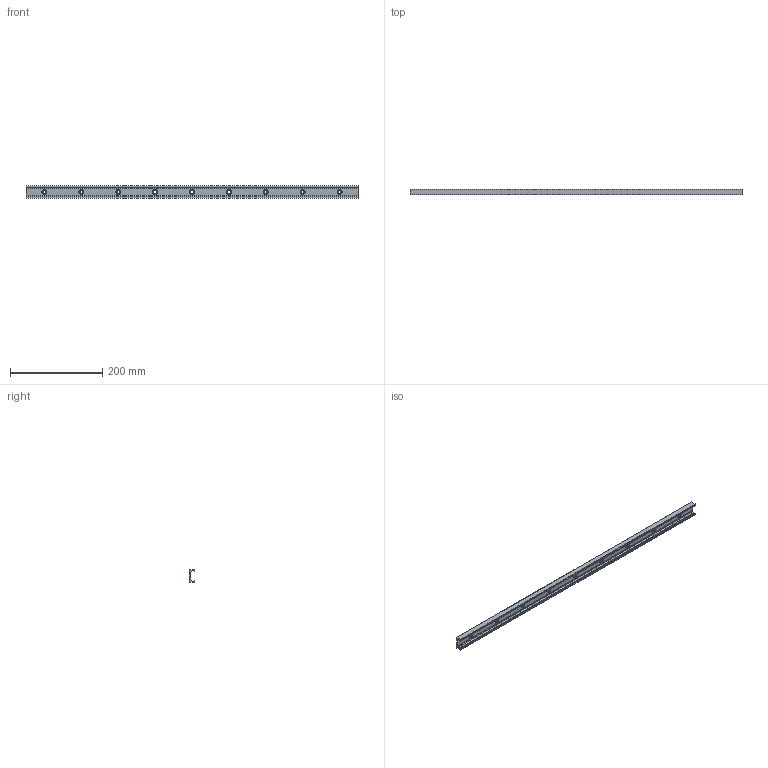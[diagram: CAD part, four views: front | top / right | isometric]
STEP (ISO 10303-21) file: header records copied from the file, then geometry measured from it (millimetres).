
FILE_DESCRIPTION((''),'2;1');
FILE_NAME('LCX 28H-0720.C.stp','2016-04-28T08:17:35',('MRathmann'),(''),'Autodesk Inventor 2012','Autodesk Inventor 2012','');
FILE_SCHEMA(('CONFIG_CONTROL_DESIGN'));
Length unit declared in the file: millimetre
Products named in the file (1): LCX 28H-0720.C
Bounding box: 720 x 12.3 x 28 mm (x, y, z)
Volume: 116416.9 mm3; surface area: 70021.5 mm2
Topology: 1 solids, 1 shells, 51 faces, 129 edges, 89 vertices
Faces by surface type: cylinder 29, plane 22
Full cylindrical faces by diameter (mm): 6.4 x9, 11 x9
Entity records: 1464 total; most frequent: DIRECTION 264, CARTESIAN_POINT 234, ORIENTED_EDGE 204, AXIS2_PLACEMENT_3D 110, EDGE_CURVE 102, EDGE_LOOP 96, VERTEX_POINT 80, CIRCLE 58
